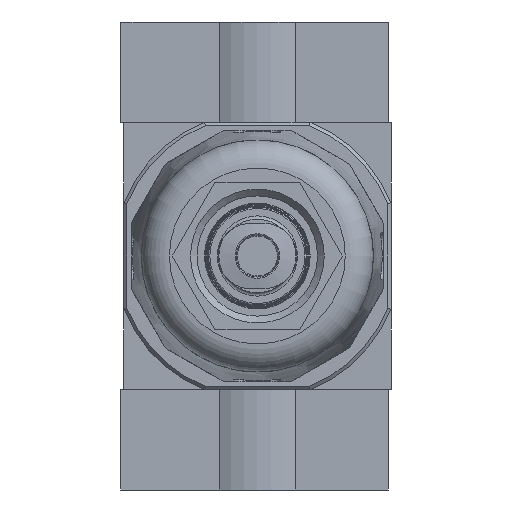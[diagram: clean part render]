
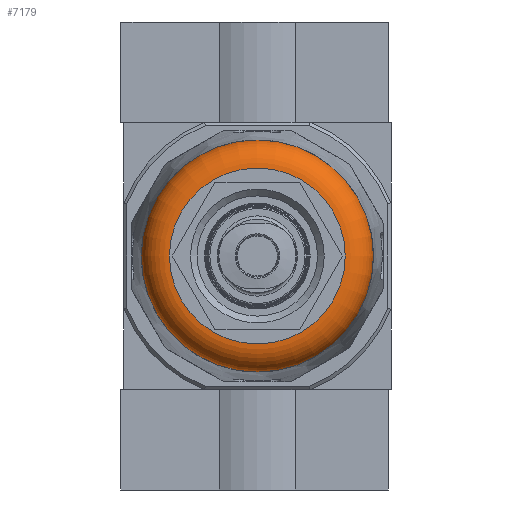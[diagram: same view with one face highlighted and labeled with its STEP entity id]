
A CAD part, front view. The second image highlights one B-rep face of the part: STEP entity #7179.
In plain terms, the highlighted toroidal (fillet/blend) face has major radius 13.15 mm and minor radius 4.2 mm.
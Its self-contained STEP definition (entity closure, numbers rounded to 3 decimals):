
#81=TOROIDAL_SURFACE('',#7666,13.15,4.2);
#1720=ORIENTED_EDGE('',*,*,#3111,.T.);
#1721=ORIENTED_EDGE('',*,*,#3110,.F.);
#3110=EDGE_CURVE('',#3805,#3805,#4251,.T.);
#3111=EDGE_CURVE('',#3806,#3806,#4252,.T.);
#3805=VERTEX_POINT('',#10735);
#3806=VERTEX_POINT('',#10738);
#4251=CIRCLE('',#7665,13.15);
#4252=CIRCLE('',#7667,17.35);
#4580=EDGE_LOOP('',(#1720));
#4581=EDGE_LOOP('',(#1721));
#5100=FACE_BOUND('',#4580,.T.);
#5101=FACE_BOUND('',#4581,.T.);
#7179=ADVANCED_FACE('',(#5100,#5101),#81,.T.);
#7665=AXIS2_PLACEMENT_3D('',#10734,#8666,#8667);
#7666=AXIS2_PLACEMENT_3D('',#10736,#8668,#8669);
#7667=AXIS2_PLACEMENT_3D('',#10737,#8670,#8671);
#8666=DIRECTION('',(0.,-1.,0.));
#8667=DIRECTION('',(0.,0.,-1.));
#8668=DIRECTION('',(0.,-1.,0.));
#8669=DIRECTION('',(0.,0.,-1.));
#8670=DIRECTION('',(0.,-1.,0.));
#8671=DIRECTION('',(0.,0.,-1.));
#10734=CARTESIAN_POINT('',(0.,-119.,0.));
#10735=CARTESIAN_POINT('',(0.,-119.,-13.15));
#10736=CARTESIAN_POINT('',(0.,-114.8,0.));
#10737=CARTESIAN_POINT('',(0.,-114.8,0.));
#10738=CARTESIAN_POINT('',(0.,-114.8,-17.35));
